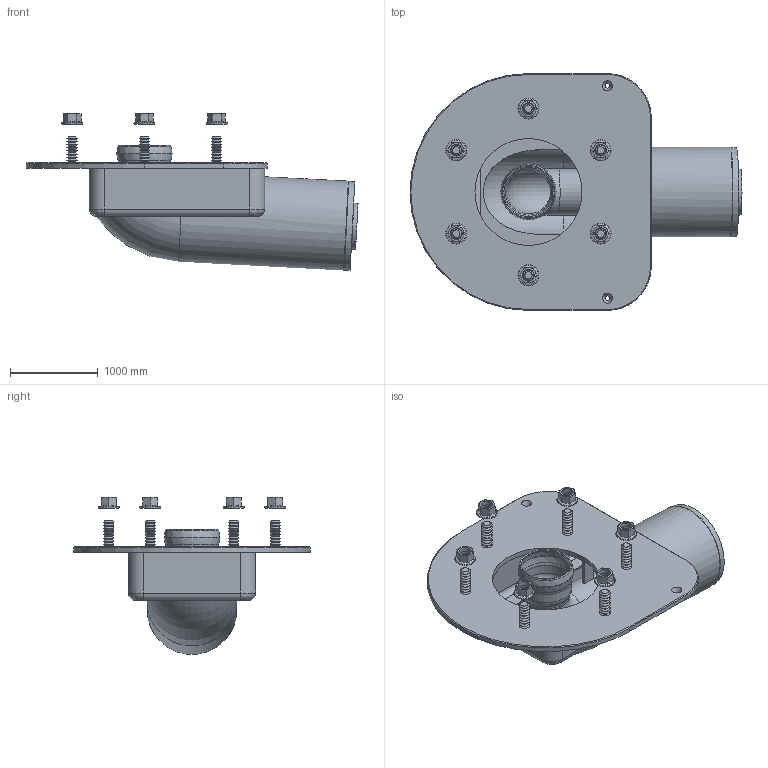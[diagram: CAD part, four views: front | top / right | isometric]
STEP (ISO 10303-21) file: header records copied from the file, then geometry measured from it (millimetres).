
FILE_DESCRIPTION(/* description */ (''),/* implementation_level */ '2;1');
FILE_NAME(/* name */ '13521.100X_3D.stp',/* time_stamp */ '2024-12-11T14:47:59+01:00',/* author */ ('CAD'),/* organization */ (''),/* preprocessor_version */ 'ST-DEVELOPER v20',/* originating_system */ 'AutoCAD Mechanical',/* authorisation */ '');
FILE_SCHEMA (('AUTOMOTIVE_DESIGN { 1 0 10303 214 3 1 1 }'));
Length unit declared in the file: centimetre
Products named in the file (6): Product; *S0; *U2; *U1; *U4; *U3
Assembly tree (15 placements, depth 3):
  Product
    *S0
    *U2
      *U1  x6
    *U4
      *U3  x6
Bounding box: 3783.64 x 2700 x 1789.47 mm (x, y, z)
Volume: 605930242.5 mm3; surface area: 44483781.1 mm2
Topology: 18 solids, 18 shells, 397 faces, 895 edges, 531 vertices
Faces by surface type: cone 206, plane 88, cylinder 65, torus 24, bspline 14
Full cylindrical faces by diameter (mm): 133.198 x30, 500 x2, 530 x2, 560 x1, 590 x1, 600 x1, 630 x1, 980 x1, 1020 x1, 1220 x1
Entity records: 6730 total; most frequent: CARTESIAN_POINT 2911, DIRECTION 846, ORIENTED_EDGE 704, AXIS2_PLACEMENT_3D 359, EDGE_CURVE 352, VERTEX_POINT 223, EDGE_LOOP 185, CIRCLE 179
